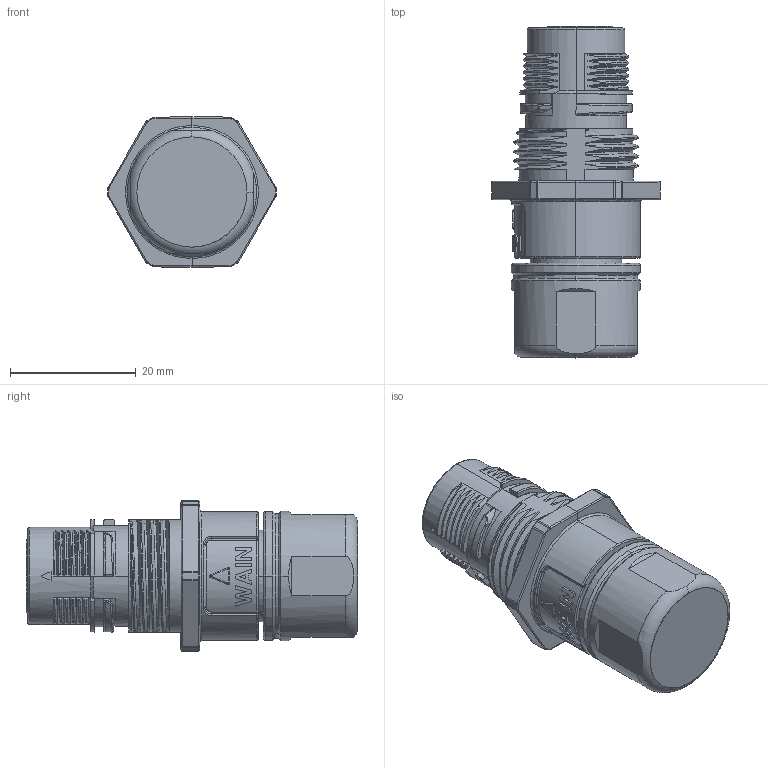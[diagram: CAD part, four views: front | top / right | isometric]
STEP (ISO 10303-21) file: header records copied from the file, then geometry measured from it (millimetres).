
FILE_DESCRIPTION((''),'2;1');
FILE_NAME('M17-007R-CCT-DX-SH','2022-08-05T',('tc.chen'),(''),'PRO/ENGINEER BY PARAMETRIC TECHNOLOGY CORPORATION, 2012480','PRO/ENGINEER BY PARAMETRIC TECHNOLOGY CORPORATION, 2012480','');
FILE_SCHEMA(('AUTOMOTIVE_DESIGN { 1 0 10303 214 1 1 1 1 }'));
Products named in the file (1): M17-007R-CCT-DX-SH
Bounding box: 26.8 x 52.7 x 23.85 mm (x, y, z)
Volume: 13729.6 mm3; surface area: 9260.2 mm2
Topology: 1 solids, 1 shells, 943 faces, 2561 edges, 1652 vertices
Faces by surface type: plane 432, cylinder 223, bspline 211, cone 36, torus 28, sphere 12, extrusion 1
Entity records: 51238 total; most frequent: CARTESIAN_POINT 26121, ORIENTED_EDGE 5108, DIRECTION 3740, EDGE_CURVE 2554, VERTEX_POINT 1652, VECTOR 1368, LINE 1367, AXIS2_PLACEMENT_3D 1186
